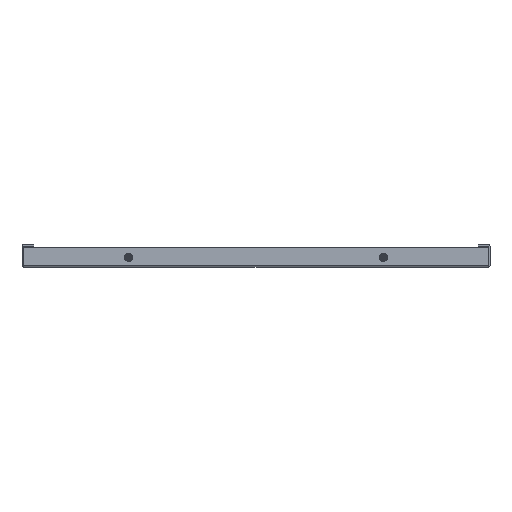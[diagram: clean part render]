
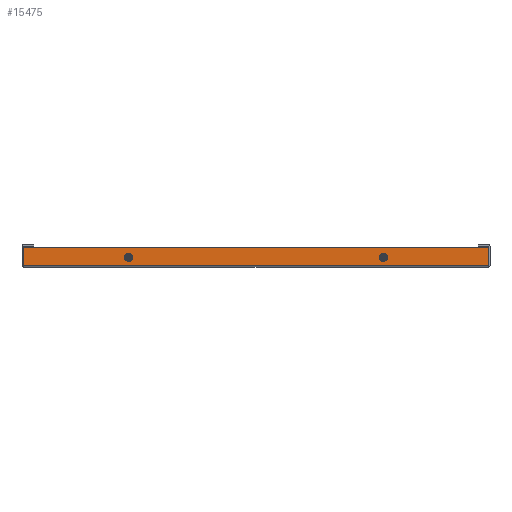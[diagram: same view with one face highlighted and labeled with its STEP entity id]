
A CAD part, front view. The second image highlights one B-rep face of the part: STEP entity #15475.
In plain terms, the highlighted planar face has unit normal (0, -1, 0).
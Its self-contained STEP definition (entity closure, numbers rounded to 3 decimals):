
#3021 = AXIS2_PLACEMENT_3D ( 'NONE', #26724, #26723, #26722 ) ;
#3035 = AXIS2_PLACEMENT_3D ( 'NONE', #26736, #26735, #26734 ) ;
#4345 = DIRECTION ( 'NONE',  ( -1., 0., 0. ) ) ;
#4348 = DIRECTION ( 'NONE',  ( 0., 1., 0. ) ) ;
#4349 = PLANE ( 'NONE',  #17772 ) ;
#4350 = CARTESIAN_POINT ( 'NONE',  ( -221.5, -780.5, 18.5 ) ) ;
#6924 = VERTEX_POINT ( 'NONE', #11558 ) ;
#6925 = VERTEX_POINT ( 'NONE', #11557 ) ;
#6933 = VERTEX_POINT ( 'NONE', #11547 ) ;
#6934 = VERTEX_POINT ( 'NONE', #11546 ) ;
#7026 = VERTEX_POINT ( 'NONE', #11447 ) ;
#7027 = VERTEX_POINT ( 'NONE', #11446 ) ;
#7028 = VERTEX_POINT ( 'NONE', #11445 ) ;
#7030 = VERTEX_POINT ( 'NONE', #11443 ) ;
#11443 = CARTESIAN_POINT ( 'NONE',  ( -221.4, -780.5, 1.51 ) ) ;
#11445 = CARTESIAN_POINT ( 'NONE',  ( -221.4, -780.5, 18.5 ) ) ;
#11446 = CARTESIAN_POINT ( 'NONE',  ( 221.4, -780.5, 18.5 ) ) ;
#11447 = CARTESIAN_POINT ( 'NONE',  ( 221.4, -780.5, 1.51 ) ) ;
#11546 = CARTESIAN_POINT ( 'NONE',  ( -121.4, -780.5, 5.5 ) ) ;
#11547 = CARTESIAN_POINT ( 'NONE',  ( -121.4, -780.5, 13.5 ) ) ;
#11557 = CARTESIAN_POINT ( 'NONE',  ( 121.4, -780.5, 5.5 ) ) ;
#11558 = CARTESIAN_POINT ( 'NONE',  ( 121.4, -780.5, 13.5 ) ) ;
#13034 = EDGE_CURVE ( 'NONE', #7030, #7028, #26095, .T. ) ;
#13036 = EDGE_CURVE ( 'NONE', #6934, #6933, #26085, .T. ) ;
#13037 = EDGE_CURVE ( 'NONE', #7027, #7028, #26090, .T. ) ;
#13039 = EDGE_CURVE ( 'NONE', #7026, #7027, #26082, .T. ) ;
#13040 = EDGE_CURVE ( 'NONE', #7026, #7030, #26080, .T. ) ;
#13041 = EDGE_CURVE ( 'NONE', #6924, #6925, #26075, .T. ) ;
#13254 = EDGE_CURVE ( 'NONE', #6925, #6924, #26643, .T. ) ;
#13266 = EDGE_CURVE ( 'NONE', #6933, #6934, #26606, .T. ) ;
#15475 = ADVANCED_FACE ( 'NONE', ( #22955, #22945, #22943 ), #4349, .F. ) ;
#16115 = DIRECTION ( 'NONE',  ( 0., 0., -1. ) ) ;
#16117 = DIRECTION ( 'NONE',  ( 0., -1., 0. ) ) ;
#16125 = CARTESIAN_POINT ( 'NONE',  ( -121.4, -780.5, 9.5 ) ) ;
#16155 = DIRECTION ( 'NONE',  ( 0., 0., -1. ) ) ;
#16156 = DIRECTION ( 'NONE',  ( 0., 1., 0. ) ) ;
#16164 = CARTESIAN_POINT ( 'NONE',  ( 121.4, -780.5, 9.5 ) ) ;
#16435 = EDGE_LOOP ( 'NONE', ( #25111, #25113, #25115, #25123 ) ) ;
#16443 = EDGE_LOOP ( 'NONE', ( #25126, #25132 ) ) ;
#16447 = EDGE_LOOP ( 'NONE', ( #25143, #25145 ) ) ;
#17651 = AXIS2_PLACEMENT_3D ( 'NONE', #16125, #16117, #16115 ) ;
#17654 = AXIS2_PLACEMENT_3D ( 'NONE', #16164, #16156, #16155 ) ;
#17772 = AXIS2_PLACEMENT_3D ( 'NONE', #4350, #4348, #4345 ) ;
#22943 = FACE_BOUND ( 'NONE', #16447, .T. ) ;
#22945 = FACE_BOUND ( 'NONE', #16443, .T. ) ;
#22955 = FACE_OUTER_BOUND ( 'NONE', #16435, .T. ) ;
#25111 = ORIENTED_EDGE ( 'NONE', *, *, #13039, .T. ) ;
#25113 = ORIENTED_EDGE ( 'NONE', *, *, #13037, .T. ) ;
#25115 = ORIENTED_EDGE ( 'NONE', *, *, #13034, .F. ) ;
#25123 = ORIENTED_EDGE ( 'NONE', *, *, #13040, .F. ) ;
#25126 = ORIENTED_EDGE ( 'NONE', *, *, #13036, .F. ) ;
#25132 = ORIENTED_EDGE ( 'NONE', *, *, #13266, .F. ) ;
#25143 = ORIENTED_EDGE ( 'NONE', *, *, #13254, .T. ) ;
#25145 = ORIENTED_EDGE ( 'NONE', *, *, #13041, .T. ) ;
#26075 = CIRCLE ( 'NONE', #3021, 4. ) ;
#26079 = VECTOR ( 'NONE', #26725, 1000. ) ;
#26080 = LINE ( 'NONE', #26726, #26079 ) ;
#26081 = VECTOR ( 'NONE', #26727, 1000. ) ;
#26082 = LINE ( 'NONE', #26728, #26081 ) ;
#26085 = CIRCLE ( 'NONE', #3035, 4. ) ;
#26089 = VECTOR ( 'NONE', #26732, 1000. ) ;
#26090 = LINE ( 'NONE', #26733, #26089 ) ;
#26092 = VECTOR ( 'NONE', #26741, 1000. ) ;
#26095 = LINE ( 'NONE', #26745, #26092 ) ;
#26606 = CIRCLE ( 'NONE', #17651, 4. ) ;
#26643 = CIRCLE ( 'NONE', #17654, 4. ) ;
#26722 = DIRECTION ( 'NONE',  ( 0., 0., -1. ) ) ;
#26723 = DIRECTION ( 'NONE',  ( 0., 1., 0. ) ) ;
#26724 = CARTESIAN_POINT ( 'NONE',  ( 121.4, -780.5, 9.5 ) ) ;
#26725 = DIRECTION ( 'NONE',  ( -1., 0., 0. ) ) ;
#26726 = CARTESIAN_POINT ( 'NONE',  ( -221.5, -780.5, 1.51 ) ) ;
#26727 = DIRECTION ( 'NONE',  ( 0., 0., 1. ) ) ;
#26728 = CARTESIAN_POINT ( 'NONE',  ( 221.4, -780.5, 1.51 ) ) ;
#26732 = DIRECTION ( 'NONE',  ( -1., 0., 0. ) ) ;
#26733 = CARTESIAN_POINT ( 'NONE',  ( -221.5, -780.5, 18.5 ) ) ;
#26734 = DIRECTION ( 'NONE',  ( 0., 0., -1. ) ) ;
#26735 = DIRECTION ( 'NONE',  ( 0., -1., 0. ) ) ;
#26736 = CARTESIAN_POINT ( 'NONE',  ( -121.4, -780.5, 9.5 ) ) ;
#26741 = DIRECTION ( 'NONE',  ( 0., 0., 1. ) ) ;
#26745 = CARTESIAN_POINT ( 'NONE',  ( -221.4, -780.5, 1.51 ) ) ;
